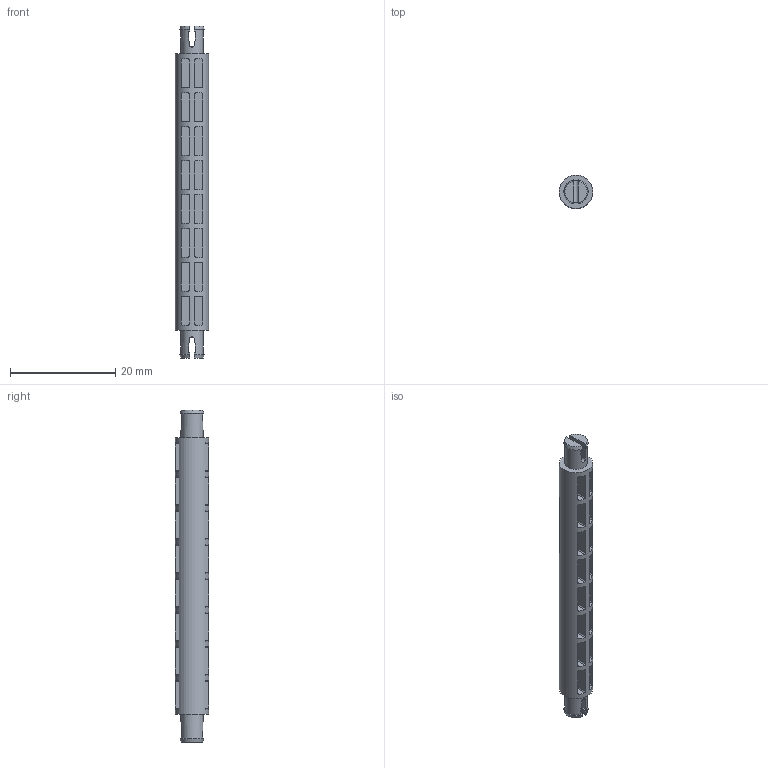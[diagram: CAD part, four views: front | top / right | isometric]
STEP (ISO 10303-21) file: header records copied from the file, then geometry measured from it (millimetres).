
FILE_DESCRIPTION((''),'2;1');
FILE_NAME('228-2500-070 Rev4.stp','2014-01-15T17:15:15',('jessica_knerr'),(''),'Autodesk Inventor 2013','Autodesk Inventor 2013','');
FILE_SCHEMA(('AUTOMOTIVE_DESIGN { 1 0 10303 214 1 1 1 1 }'));
Length unit declared in the file: millimetre
Products named in the file (1): 228-2500-070 Rev4
Bounding box: 6.35 x 6.35 x 63.08 mm (x, y, z)
Volume: 1287 mm3; surface area: 2067.8 mm2
Topology: 1 solids, 1 shells, 319 faces, 849 edges, 566 vertices
Faces by surface type: plane 178, cylinder 133, cone 8
Full cylindrical faces by diameter (mm): 4.2 x2, 6.35 x1
Entity records: 10883 total; most frequent: CARTESIAN_POINT 2980, ORIENTED_EDGE 1688, DIRECTION 1560, EDGE_CURVE 844, VERTEX_POINT 564, AXIS2_PLACEMENT_3D 544, VECTOR 472, LINE 472
